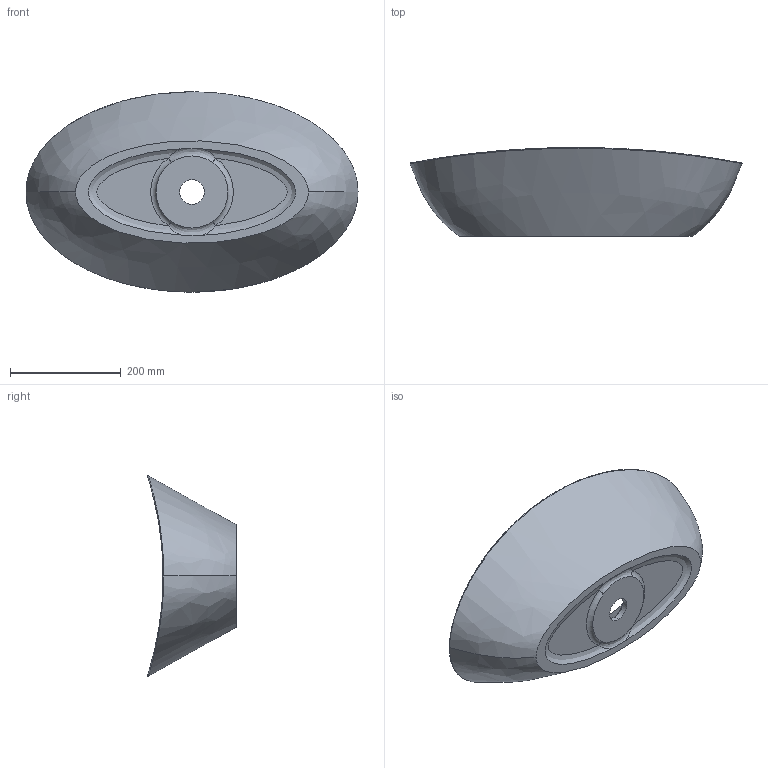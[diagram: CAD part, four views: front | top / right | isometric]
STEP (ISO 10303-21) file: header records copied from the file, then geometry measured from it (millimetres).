
FILE_DESCRIPTION (( 'STEP AP203' ), '1' );
FILE_NAME ('6301510610.STEP', '2020-12-16T22:41:57', ( '' ), ( '' ), 'SwSTEP 2.0', 'SolidWorks 2019', '' );
FILE_SCHEMA (( 'CONFIG_CONTROL_DESIGN' ));
Length unit declared in the file: millimetre
Products named in the file (1): 6301510610
Bounding box: 599.16 x 160.07 x 361.36 mm (x, y, z)
Volume: 4933630.7 mm3; surface area: 527085.1 mm2
Topology: 1 solids, 1 shells, 26 faces, 62 edges, 38 vertices
Faces by surface type: bspline 16, plane 4, cylinder 2, cone 2, torus 2
Entity records: 8356 total; most frequent: CARTESIAN_POINT 7786, ORIENTED_EDGE 124, DIRECTION 68, EDGE_CURVE 62, VERTEX_POINT 38, B_SPLINE_CURVE_WITH_KNOTS 36, AXIS2_PLACEMENT_3D 31, EDGE_LOOP 28
